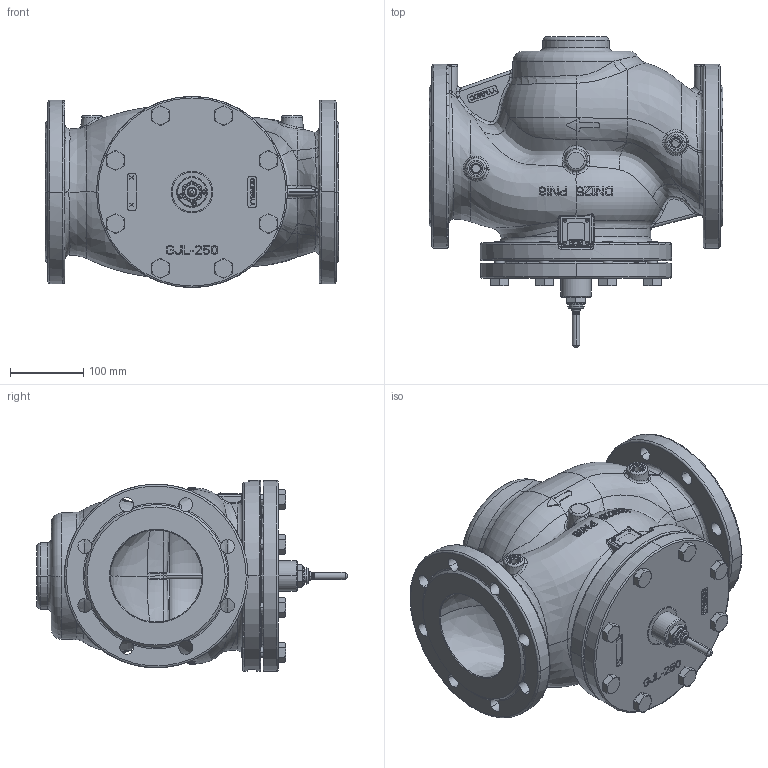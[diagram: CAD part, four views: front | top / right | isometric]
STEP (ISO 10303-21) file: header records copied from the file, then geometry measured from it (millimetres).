
FILE_DESCRIPTION((''),'2;1');
FILE_NAME('065B5503_VFG22_PN16_DN125_ASM_ASM','2018-02-16T',('U258099'),('Danfoss'),'CREO PARAMETRIC BY PTC INC, 2015480','CREO PARAMETRIC BY PTC INC, 2015480','');
FILE_SCHEMA(('CONFIG_CONTROL_DESIGN'));
Products named in the file (9): 88650730_VALVE_COVER_VFG_DN125_; 88650030_VALVE_BODY_VFG_DN125_1; 88652210_VFG_STEM_DN125_1; 88652420_CON_INSERT_DN65-125_1; HEX_SCREW_DIN931_M16X50_1; LABEL_PLATE_37X37_1; 5589607_1; 065B5503_VFG22_PN16_DN125_ASM_1_ASM; 065B5503_VFG22_PN16_DN125_ASM_ASM
Assembly tree (18 placements, depth 3):
  065B5503_VFG22_PN16_DN125_ASM_ASM
    065B5503_VFG22_PN16_DN125_ASM_1_ASM
      88650730_VALVE_COVER_VFG_DN125_
      88650030_VALVE_BODY_VFG_DN125_1
      88652210_VFG_STEM_DN125_1
      88652420_CON_INSERT_DN65-125_1
      HEX_SCREW_DIN931_M16X50_1  x8
      LABEL_PLATE_37X37_1
      5589607_1  x4
Bounding box: 400 x 422.5 x 260 mm (x, y, z)
Surface area: 1054939.2 mm2 (no closed solid volume)
Topology: 0 solids, 17 shells, 2449 faces, 6693 edges, 4344 vertices
Faces by surface type: plane 1534, cylinder 325, bspline 213, cone 162, torus 133, extrusion 45, revolution 23, sphere 14
Entity records: 100557 total; most frequent: CARTESIAN_POINT 45927, ORIENTED_EDGE 12382, DIRECTION 9789, EDGE_CURVE 6191, VERTEX_POINT 4071, VECTOR 3464, LINE 3419, AXIS2_PLACEMENT_3D 3151
